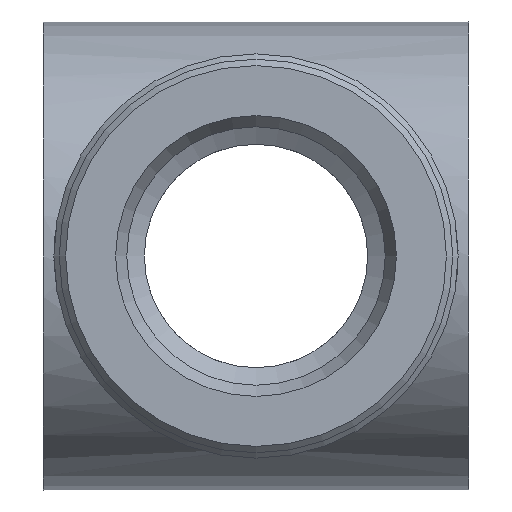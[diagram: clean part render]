
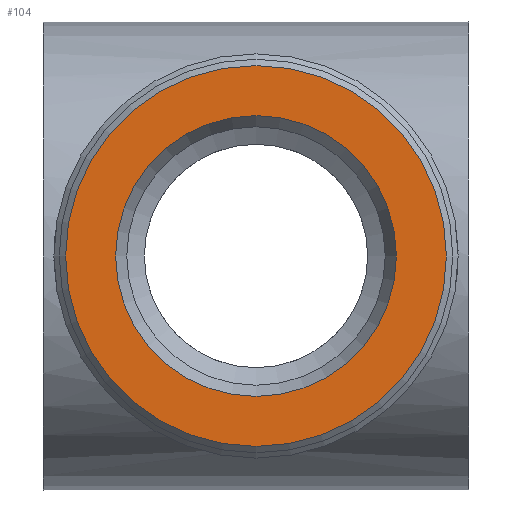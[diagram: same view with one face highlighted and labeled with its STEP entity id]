
A CAD part, left-side view. The second image highlights one B-rep face of the part: STEP entity #104.
In plain terms, the highlighted planar face has unit normal (-1, 0, 0).
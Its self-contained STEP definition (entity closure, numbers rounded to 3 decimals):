
#104 = ADVANCED_FACE( 'NONE', ( #210, #211 ), #212, .T. );
#210 = FACE_OUTER_BOUND( '', #1331, .T. );
#211 = FACE_BOUND( '', #1332, .T. );
#212 = PLANE( '', #1333 );
#1331 = EDGE_LOOP( '', ( #2615 ) );
#1332 = EDGE_LOOP( '', ( #2616 ) );
#1333 = AXIS2_PLACEMENT_3D( '', #2617, #2618, #2619 );
#2615 = ORIENTED_EDGE( '', *, *, #2777, .F. );
#2616 = ORIENTED_EDGE( '', *, *, #2778, .T. );
#2617 = CARTESIAN_POINT( '', ( -29.4, 8.95, 0. ) );
#2618 = DIRECTION( '', ( -1., 0., 0. ) );
#2619 = DIRECTION( '', ( 0., 0., 1. ) );
#2777 = EDGE_CURVE( 'NONE', #2893, #2893, #2894, .T. );
#2778 = EDGE_CURVE( 'NONE', #2895, #2895, #2896, .T. );
#2893 = VERTEX_POINT( '', #3462 );
#2894 = CIRCLE( '', #3463, 8.95 );
#2895 = VERTEX_POINT( '', #3464 );
#2896 = CIRCLE( '', #3465, 6.6 );
#3462 = CARTESIAN_POINT( '', ( -29.4, 0., -8.95 ) );
#3463 = AXIS2_PLACEMENT_3D( '', #3639, #3640, #3641 );
#3464 = CARTESIAN_POINT( '', ( -29.4, 0., -6.6 ) );
#3465 = AXIS2_PLACEMENT_3D( '', #3642, #3643, #3644 );
#3639 = CARTESIAN_POINT( '', ( -29.4, 0., 0. ) );
#3640 = DIRECTION( '', ( 1., 0., 0. ) );
#3641 = DIRECTION( '', ( 0., 0., -1. ) );
#3642 = CARTESIAN_POINT( '', ( -29.4, 0., 0. ) );
#3643 = DIRECTION( '', ( 1., 0., 0. ) );
#3644 = DIRECTION( '', ( 0., 0., -1. ) );
